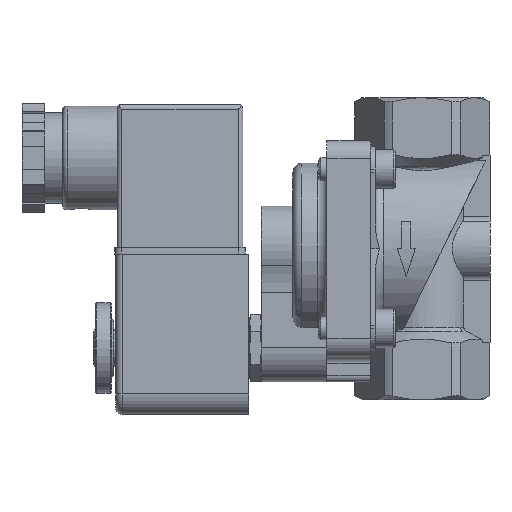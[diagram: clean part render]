
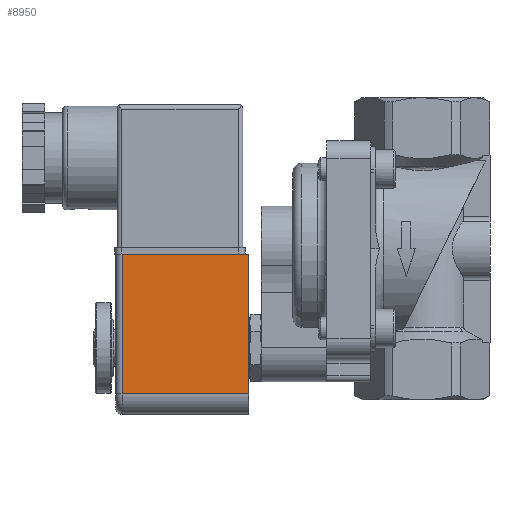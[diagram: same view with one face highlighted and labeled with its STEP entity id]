
A CAD part, left-side view. The second image highlights one B-rep face of the part: STEP entity #8950.
In plain terms, the highlighted face is planar.
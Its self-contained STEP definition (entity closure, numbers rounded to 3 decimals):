
#2125=ORIENTED_EDGE('',*,*,#4041,.F.);
#2126=ORIENTED_EDGE('',*,*,#4042,.F.);
#2127=ORIENTED_EDGE('',*,*,#4043,.T.);
#2128=ORIENTED_EDGE('',*,*,#4038,.F.);
#4038=EDGE_CURVE('',#5079,#5080,#5837,.T.);
#4041=EDGE_CURVE('',#5082,#5079,#5839,.T.);
#4042=EDGE_CURVE('',#5083,#5082,#5840,.T.);
#4043=EDGE_CURVE('',#5083,#5080,#5841,.T.);
#5079=VERTEX_POINT('',#16650);
#5080=VERTEX_POINT('',#16652);
#5082=VERTEX_POINT('',#16658);
#5083=VERTEX_POINT('',#16660);
#5837=LINE('',#16651,#6647);
#5839=LINE('',#16657,#6649);
#5840=LINE('',#16659,#6650);
#5841=LINE('',#16661,#6651);
#6647=VECTOR('',#13519,1000.);
#6649=VECTOR('',#13525,1000.);
#6650=VECTOR('',#13526,1000.);
#6651=VECTOR('',#13527,1000.);
#7377=EDGE_LOOP('',(#2125,#2126,#2127,#2128));
#8027=FACE_BOUND('',#7377,.T.);
#8489=PLANE('',#11687);
#8950=ADVANCED_FACE('',(#8027),#8489,.F.);
#11687=AXIS2_PLACEMENT_3D('',#16656,#13523,#13524);
#13519=DIRECTION('',(0.,-1.,0.));
#13523=DIRECTION('',(-1.,0.,0.));
#13524=DIRECTION('',(0.,0.,1.));
#13525=DIRECTION('',(0.,0.,-1.));
#13526=DIRECTION('',(0.,1.,0.));
#13527=DIRECTION('',(0.,0.,-1.));
#16650=CARTESIAN_POINT('',(15.,28.1,-20.8));
#16651=CARTESIAN_POINT('',(15.,29.5,-20.8));
#16652=CARTESIAN_POINT('',(15.,0.,-20.8));
#16656=CARTESIAN_POINT('',(15.,29.5,14.7));
#16657=CARTESIAN_POINT('',(15.,28.1,22.));
#16658=CARTESIAN_POINT('',(15.,28.1,10.2));
#16659=CARTESIAN_POINT('',(15.,0.,10.2));
#16660=CARTESIAN_POINT('',(15.,0.,10.2));
#16661=CARTESIAN_POINT('',(15.,0.,14.7));
